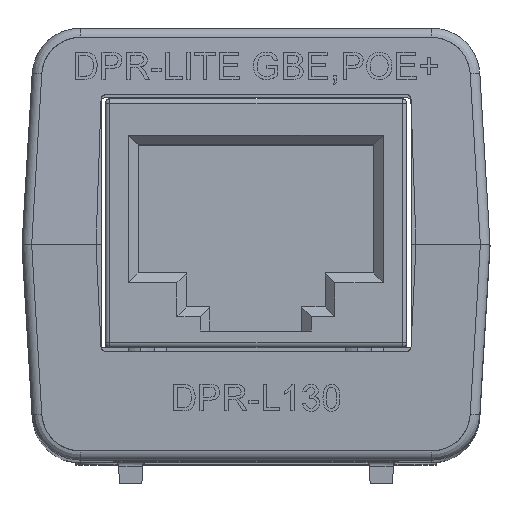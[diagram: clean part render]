
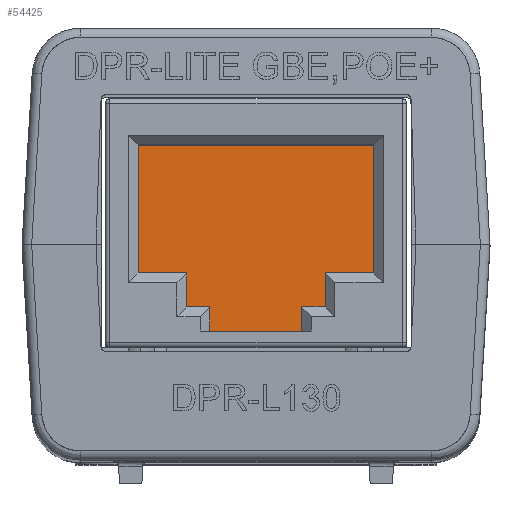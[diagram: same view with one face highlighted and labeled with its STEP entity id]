
A CAD part, top view. The second image highlights one B-rep face of the part: STEP entity #54425.
In plain terms, the highlighted planar face has unit normal (0, 0, 1).
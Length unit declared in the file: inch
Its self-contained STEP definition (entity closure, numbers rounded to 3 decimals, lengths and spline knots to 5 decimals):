
#4131 = ORIENTED_EDGE ( 'NONE', *, *, #89058, .T. ) ;
#5831 = CARTESIAN_POINT ( 'NONE',  ( -0.09557, -0.22387, 0.27791 ) ) ;
#6613 = DIRECTION ( 'NONE',  ( 1., 0., 0. ) ) ;
#8395 = LINE ( 'NONE', #36575, #136776 ) ;
#9906 = LINE ( 'NONE', #129737, #181806 ) ;
#12068 = ORIENTED_EDGE ( 'NONE', *, *, #80970, .T. ) ;
#12798 = DIRECTION ( 'NONE',  ( 0., -1., 0. ) ) ;
#20314 = DIRECTION ( 'NONE',  ( 1., 0., 0. ) ) ;
#24718 = LINE ( 'NONE', #171191, #82815 ) ;
#26904 = CARTESIAN_POINT ( 'NONE',  ( -0.24457, 0.16213, 0.27791 ) ) ;
#31563 = VERTEX_POINT ( 'NONE', #80301 ) ;
#33649 = LINE ( 'NONE', #173596, #82016 ) ;
#35070 = LINE ( 'NONE', #39286, #66576 ) ;
#36575 = CARTESIAN_POINT ( 'NONE',  ( -0.24457, -0.10337, 0.27791 ) ) ;
#36901 = DIRECTION ( 'NONE',  ( 1., 0., 0. ) ) ;
#39286 = CARTESIAN_POINT ( 'NONE',  ( -0.14407, -0.10337, 0.27791 ) ) ;
#41964 = DIRECTION ( 'NONE',  ( 0., -1., 0. ) ) ;
#42641 = CARTESIAN_POINT ( 'NONE',  ( -0.09557, -0.17387, 0.27791 ) ) ;
#46912 = EDGE_CURVE ( 'NONE', #139089, #98215, #169459, .T. ) ;
#54425 = ADVANCED_FACE ( 'NONE', ( #141167 ), #112920, .T. ) ;
#54566 = DIRECTION ( 'NONE',  ( 0., 1., 0. ) ) ;
#55336 = VERTEX_POINT ( 'NONE', #117990 ) ;
#59639 = EDGE_CURVE ( 'NONE', #113320, #92572, #94976, .T. ) ;
#61807 = CARTESIAN_POINT ( 'NONE',  ( -0.24457, -0.10337, 0.27791 ) ) ;
#63126 = ORIENTED_EDGE ( 'NONE', *, *, #169446, .T. ) ;
#66576 = VECTOR ( 'NONE', #41964, 39.37008 ) ;
#67546 = LINE ( 'NONE', #5831, #169303 ) ;
#68970 = EDGE_LOOP ( 'NONE', ( #87477, #154252, #153562, #69894, #158224, #184951, #63126, #4131, #127052, #12068, #89348, #132427 ) ) ;
#69713 = DIRECTION ( 'NONE',  ( 0., -1., 0. ) ) ;
#69894 = ORIENTED_EDGE ( 'NONE', *, *, #46912, .T. ) ;
#79186 = VERTEX_POINT ( 'NONE', #189908 ) ;
#80301 = CARTESIAN_POINT ( 'NONE',  ( 0.14343, -0.10337, 0.27791 ) ) ;
#80766 = CARTESIAN_POINT ( 'NONE',  ( 0.24393, 0.16213, 0.27791 ) ) ;
#80830 = DIRECTION ( 'NONE',  ( -1., 0., 0. ) ) ;
#80970 = EDGE_CURVE ( 'NONE', #164499, #79186, #160615, .T. ) ;
#81882 = CARTESIAN_POINT ( 'NONE',  ( 0.09493, -0.22387, 0.27791 ) ) ;
#82016 = VECTOR ( 'NONE', #80830, 39.37008 ) ;
#82815 = VECTOR ( 'NONE', #126399, 39.37008 ) ;
#85393 = DIRECTION ( 'NONE',  ( 0., 1., 0. ) ) ;
#86287 = AXIS2_PLACEMENT_3D ( 'NONE', #177154, #192063, #128399 ) ;
#87477 = ORIENTED_EDGE ( 'NONE', *, *, #176405, .T. ) ;
#88050 = VERTEX_POINT ( 'NONE', #149402 ) ;
#89058 = EDGE_CURVE ( 'NONE', #177386, #139419, #35070, .T. ) ;
#89348 = ORIENTED_EDGE ( 'NONE', *, *, #90366, .T. ) ;
#90366 = EDGE_CURVE ( 'NONE', #79186, #166695, #67546, .T. ) ;
#92455 = VECTOR ( 'NONE', #12798, 39.37008 ) ;
#92572 = VERTEX_POINT ( 'NONE', #61807 ) ;
#94976 = LINE ( 'NONE', #197014, #92455 ) ;
#98215 = VERTEX_POINT ( 'NONE', #80766 ) ;
#105126 = VECTOR ( 'NONE', #123059, 39.37008 ) ;
#108141 = VECTOR ( 'NONE', #85393, 39.37008 ) ;
#109649 = EDGE_CURVE ( 'NONE', #139419, #164499, #24718, .T. ) ;
#112427 = DIRECTION ( 'NONE',  ( 0., 1., 0. ) ) ;
#112920 = PLANE ( 'NONE',  #86287 ) ;
#113320 = VERTEX_POINT ( 'NONE', #26904 ) ;
#114248 = CARTESIAN_POINT ( 'NONE',  ( 0.09493, -0.22387, 0.27791 ) ) ;
#114805 = LINE ( 'NONE', #150797, #105126 ) ;
#115893 = CARTESIAN_POINT ( 'NONE',  ( 0.14343, -0.17387, 0.27791 ) ) ;
#115972 = EDGE_CURVE ( 'NONE', #166695, #55336, #192344, .T. ) ;
#117990 = CARTESIAN_POINT ( 'NONE',  ( 0.09493, -0.17387, 0.27791 ) ) ;
#123059 = DIRECTION ( 'NONE',  ( 1., 0., 0. ) ) ;
#126399 = DIRECTION ( 'NONE',  ( 1., 0., 0. ) ) ;
#127052 = ORIENTED_EDGE ( 'NONE', *, *, #109649, .T. ) ;
#128399 = DIRECTION ( 'NONE',  ( 1., 0., 0. ) ) ;
#129737 = CARTESIAN_POINT ( 'NONE',  ( 0.14343, -0.10337, 0.27791 ) ) ;
#131204 = CARTESIAN_POINT ( 'NONE',  ( -0.09557, -0.17387, 0.27791 ) ) ;
#132427 = ORIENTED_EDGE ( 'NONE', *, *, #115972, .T. ) ;
#133193 = EDGE_CURVE ( 'NONE', #31563, #139089, #9906, .T. ) ;
#136776 = VECTOR ( 'NONE', #20314, 39.37008 ) ;
#139089 = VERTEX_POINT ( 'NONE', #189550 ) ;
#139419 = VERTEX_POINT ( 'NONE', #183365 ) ;
#141167 = FACE_OUTER_BOUND ( 'NONE', #68970, .T. ) ;
#141586 = CARTESIAN_POINT ( 'NONE',  ( -0.14407, -0.10337, 0.27791 ) ) ;
#149402 = CARTESIAN_POINT ( 'NONE',  ( 0.14343, -0.17387, 0.27791 ) ) ;
#150797 = CARTESIAN_POINT ( 'NONE',  ( 0.09493, -0.17387, 0.27791 ) ) ;
#153562 = ORIENTED_EDGE ( 'NONE', *, *, #133193, .T. ) ;
#154252 = ORIENTED_EDGE ( 'NONE', *, *, #189804, .T. ) ;
#158224 = ORIENTED_EDGE ( 'NONE', *, *, #188745, .T. ) ;
#158378 = CARTESIAN_POINT ( 'NONE',  ( 0.24393, -0.10337, 0.27791 ) ) ;
#160615 = LINE ( 'NONE', #131204, #184984 ) ;
#164499 = VERTEX_POINT ( 'NONE', #42641 ) ;
#166695 = VERTEX_POINT ( 'NONE', #81882 ) ;
#169303 = VECTOR ( 'NONE', #36901, 39.37008 ) ;
#169446 = EDGE_CURVE ( 'NONE', #92572, #177386, #8395, .T. ) ;
#169459 = LINE ( 'NONE', #158378, #181520 ) ;
#171191 = CARTESIAN_POINT ( 'NONE',  ( -0.14407, -0.17387, 0.27791 ) ) ;
#173596 = CARTESIAN_POINT ( 'NONE',  ( 0.24393, 0.16213, 0.27791 ) ) ;
#175445 = VECTOR ( 'NONE', #54566, 39.37008 ) ;
#176405 = EDGE_CURVE ( 'NONE', #55336, #88050, #114805, .T. ) ;
#177154 = CARTESIAN_POINT ( 'NONE',  ( 0.14343, -0.17387, 0.27791 ) ) ;
#177386 = VERTEX_POINT ( 'NONE', #141586 ) ;
#181520 = VECTOR ( 'NONE', #112427, 39.37008 ) ;
#181806 = VECTOR ( 'NONE', #6613, 39.37008 ) ;
#183365 = CARTESIAN_POINT ( 'NONE',  ( -0.14407, -0.17387, 0.27791 ) ) ;
#184951 = ORIENTED_EDGE ( 'NONE', *, *, #59639, .T. ) ;
#184984 = VECTOR ( 'NONE', #69713, 39.37008 ) ;
#185635 = LINE ( 'NONE', #115893, #108141 ) ;
#188745 = EDGE_CURVE ( 'NONE', #98215, #113320, #33649, .T. ) ;
#189550 = CARTESIAN_POINT ( 'NONE',  ( 0.24393, -0.10337, 0.27791 ) ) ;
#189804 = EDGE_CURVE ( 'NONE', #88050, #31563, #185635, .T. ) ;
#189908 = CARTESIAN_POINT ( 'NONE',  ( -0.09557, -0.22387, 0.27791 ) ) ;
#192063 = DIRECTION ( 'NONE',  ( 0., 0., 1. ) ) ;
#192344 = LINE ( 'NONE', #114248, #175445 ) ;
#197014 = CARTESIAN_POINT ( 'NONE',  ( -0.24457, 0.16213, 0.27791 ) ) ;
